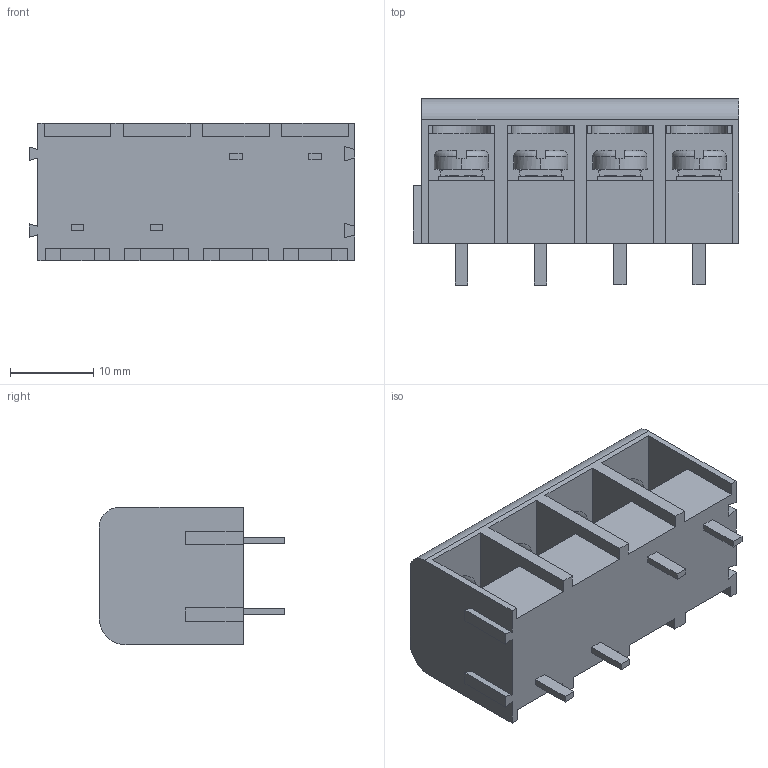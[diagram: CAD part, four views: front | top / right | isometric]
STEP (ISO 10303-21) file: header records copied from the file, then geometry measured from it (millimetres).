
FILE_DESCRIPTION(('STEP AP242'),'1');
FILE_NAME('1546833-4.stp','2021-10-03T08:23:39',('TraceParts'),('TraceParts S.A.'),'Spatial InterOp 3D',' ',' ');
FILE_SCHEMA(('AP242_MANAGED_MODEL_BASED_3D_ENGINEERING_MIM_LF {1 0 10303 442 1 1 4}'));
Length unit declared in the file: millimetre
Products named in the file (1): 1546833-4_1
Bounding box: 39.03 x 22.3 x 16.5 mm (x, y, z)
Volume: 7236.5 mm3; surface area: 5850.3 mm2
Topology: 5 solids, 5 shells, 256 faces, 706 edges, 468 vertices
Faces by surface type: plane 202, cylinder 46, torus 8
Entity records: 8257 total; most frequent: CARTESIAN_POINT 1595, ORIENTED_EDGE 1412, DIRECTION 1328, EDGE_CURVE 706, LINE 574, VECTOR 574, VERTEX_POINT 468, AXIS2_PLACEMENT_3D 377
